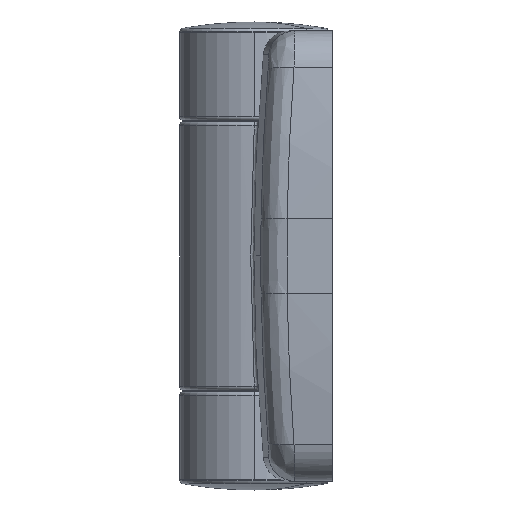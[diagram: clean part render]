
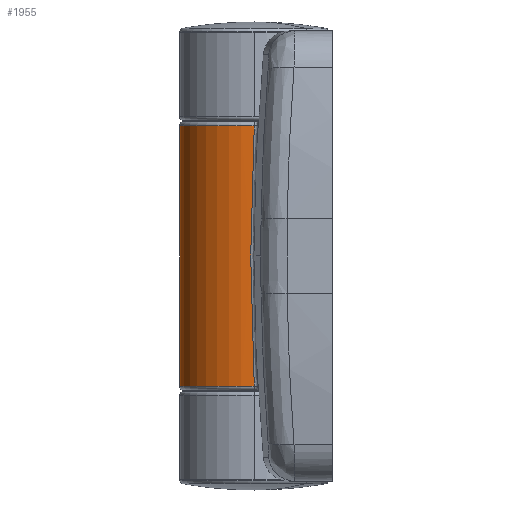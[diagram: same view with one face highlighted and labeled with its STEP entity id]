
A CAD part, left-side view. The second image highlights one B-rep face of the part: STEP entity #1955.
In plain terms, the highlighted cylindrical face has radius 10 mm (diameter 20 mm), a partial arc.
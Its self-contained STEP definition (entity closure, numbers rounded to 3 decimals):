
#25 = VERTEX_POINT ( 'NONE', #7175 ) ;
#78 = VERTEX_POINT ( 'NONE', #1301 ) ;
#250 = EDGE_LOOP ( 'NONE', ( #9353, #9428, #9427, #9354, #9355, #9425 ) ) ;
#1014 = AXIS2_PLACEMENT_3D ( 'NONE', #7345, #7348, #7337 ) ;
#1301 = CARTESIAN_POINT ( 'NONE',  ( -10., 0., 17.5 ) ) ;
#1955 = ADVANCED_FACE ( 'NONE', ( #2974 ), #2979, .T. ) ;
#2974 = FACE_OUTER_BOUND ( 'NONE', #250, .T. ) ;
#2979 = CYLINDRICAL_SURFACE ( 'NONE', #1014, 10. ) ;
#3124 = CIRCLE ( 'NONE', #4149, 10. ) ;
#3128 = LINE ( 'NONE', #4441, #3131 ) ;
#3130 = LINE ( 'NONE', #4447, #3134 ) ;
#3131 = VECTOR ( 'NONE', #4437, 1000. ) ;
#3134 = VECTOR ( 'NONE', #4445, 1000. ) ;
#3240 = CIRCLE ( 'NONE', #4185, 10. ) ;
#3266 = LINE ( 'NONE', #4686, #3268 ) ;
#3268 = VECTOR ( 'NONE', #4687, 1000. ) ;
#4064 = CARTESIAN_POINT ( 'NONE',  ( -10., 0., -17.5 ) ) ;
#4149 = AXIS2_PLACEMENT_3D ( 'NONE', #4442, #4443, #4444 ) ;
#4185 = AXIS2_PLACEMENT_3D ( 'NONE', #4642, #4643, #4644 ) ;
#4437 = DIRECTION ( 'NONE',  ( 0., 0., -1. ) ) ;
#4441 = CARTESIAN_POINT ( 'NONE',  ( -10., 0., 30. ) ) ;
#4442 = CARTESIAN_POINT ( 'NONE',  ( 0., 0., -17.5 ) ) ;
#4443 = DIRECTION ( 'NONE',  ( 0., 0., 1. ) ) ;
#4444 = DIRECTION ( 'NONE',  ( 1., 0., 0. ) ) ;
#4445 = DIRECTION ( 'NONE',  ( 0., 0., -1. ) ) ;
#4447 = CARTESIAN_POINT ( 'NONE',  ( 10., 0., 30. ) ) ;
#4642 = CARTESIAN_POINT ( 'NONE',  ( 0., 0., 17.5 ) ) ;
#4643 = DIRECTION ( 'NONE',  ( 0., 0., -1. ) ) ;
#4644 = DIRECTION ( 'NONE',  ( -1., 0., 0. ) ) ;
#4686 = CARTESIAN_POINT ( 'NONE',  ( 10., 0., 30. ) ) ;
#4687 = DIRECTION ( 'NONE',  ( 0., 0., -1. ) ) ;
#4691 = CARTESIAN_POINT ( 'NONE',  ( 10., 0.307, 11.353 ) ) ;
#4692 = CARTESIAN_POINT ( 'NONE',  ( 9.989, 0.46, 5.679 ) ) ;
#4697 = CARTESIAN_POINT ( 'NONE',  ( 10., 0., 17.023 ) ) ;
#4699 = CARTESIAN_POINT ( 'NONE',  ( 9.989, 0.46, -5.676 ) ) ;
#4700 = CARTESIAN_POINT ( 'NONE',  ( 10., 0.307, -11.353 ) ) ;
#4701 = CARTESIAN_POINT ( 'NONE',  ( 10., 0., -17.023 ) ) ;
#4789 = CARTESIAN_POINT ( 'NONE',  ( 10., 0., -17.023 ) ) ;
#4893 = CARTESIAN_POINT ( 'NONE',  ( 10., 0., 17.023 ) ) ;
#4960 = CARTESIAN_POINT ( 'NONE',  ( 10., 0., -17.5 ) ) ;
#7175 = CARTESIAN_POINT ( 'NONE',  ( 10., 0., 17.5 ) ) ;
#7337 = DIRECTION ( 'NONE',  ( -1., 0., 0. ) ) ;
#7345 = CARTESIAN_POINT ( 'NONE',  ( 0., 0., 30. ) ) ;
#7348 = DIRECTION ( 'NONE',  ( 0., 0., -1. ) ) ;
#7851 = B_SPLINE_CURVE_WITH_KNOTS ( 'NONE', 3,
 ( #4697, #4691, #4692, #4699, #4700, #4701 ),
 .UNSPECIFIED., .F., .F.,
 ( 4, 2, 4 ),
 ( 0., 0.018, 0.035 ),
 .UNSPECIFIED. ) ;
#7863 = EDGE_CURVE ( 'NONE', #8260, #8223, #3124, .T. ) ;
#7864 = EDGE_CURVE ( 'NONE', #78, #8223, #3128, .T. ) ;
#7866 = EDGE_CURVE ( 'NONE', #8088, #8260, #3130, .T. ) ;
#7941 = EDGE_CURVE ( 'NONE', #78, #25, #3240, .T. ) ;
#7960 = EDGE_CURVE ( 'NONE', #25, #8192, #3266, .T. ) ;
#7961 = EDGE_CURVE ( 'NONE', #8192, #8088, #7851, .T. ) ;
#8088 = VERTEX_POINT ( 'NONE', #4789 ) ;
#8192 = VERTEX_POINT ( 'NONE', #4893 ) ;
#8223 = VERTEX_POINT ( 'NONE', #4064 ) ;
#8260 = VERTEX_POINT ( 'NONE', #4960 ) ;
#9353 = ORIENTED_EDGE ( 'NONE', *, *, #7941, .T. ) ;
#9354 = ORIENTED_EDGE ( 'NONE', *, *, #7866, .T. ) ;
#9355 = ORIENTED_EDGE ( 'NONE', *, *, #7863, .T. ) ;
#9425 = ORIENTED_EDGE ( 'NONE', *, *, #7864, .F. ) ;
#9427 = ORIENTED_EDGE ( 'NONE', *, *, #7961, .T. ) ;
#9428 = ORIENTED_EDGE ( 'NONE', *, *, #7960, .T. ) ;
